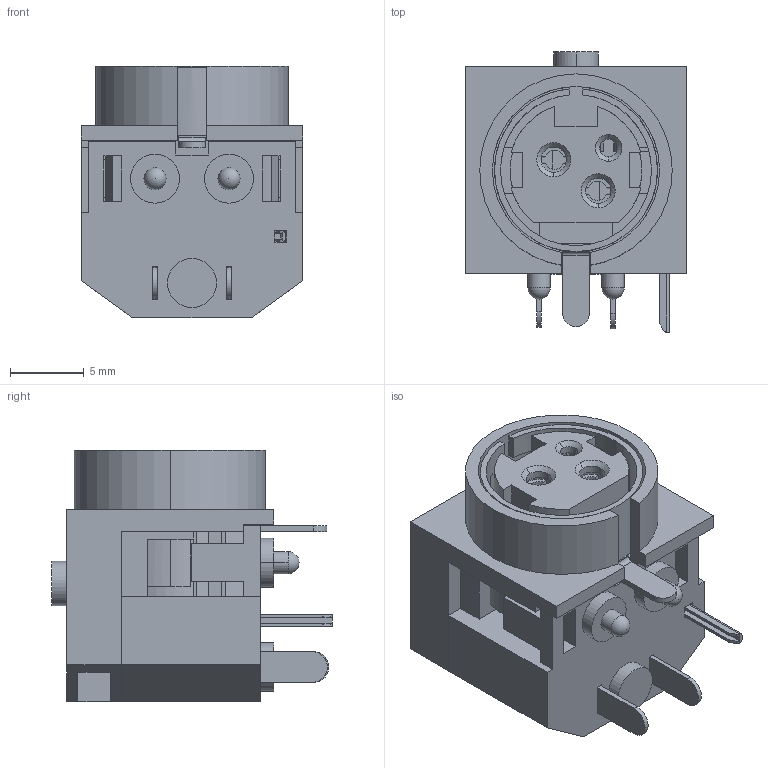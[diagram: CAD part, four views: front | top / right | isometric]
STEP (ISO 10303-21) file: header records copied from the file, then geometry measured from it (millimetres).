
FILE_DESCRIPTION (( 'STEP AP214' ), '1' );
FILE_NAME ('CUI_DEVICES_PD-30.step', '2021-03-03T15:02:56', ( '' ), ( '' ), 'SwSTEP 2.0', 'SolidWorks 2021', '' );
FILE_SCHEMA (( 'AUTOMOTIVE_DESIGN' ));
Length unit declared in the file: inch
Products named in the file (1): CUI_DEVICES_PD-30
Bounding box: 15 x 18.93 x 17 mm (x, y, z)
Volume: 1960.6 mm3; surface area: 4329.4 mm2
Topology: 6 solids, 6 shells, 563 faces, 1562 edges, 1004 vertices
Faces by surface type: plane 379, cylinder 128, cone 30, torus 24, sphere 2
Entity records: 25476 total; most frequent: CARTESIAN_POINT 3622, ORIENTED_EDGE 3116, DIRECTION 2914, EDGE_CURVE 1558, VECTOR 1062, LINE 1062, VERTEX_POINT 1002, AXIS2_PLACEMENT_3D 926
